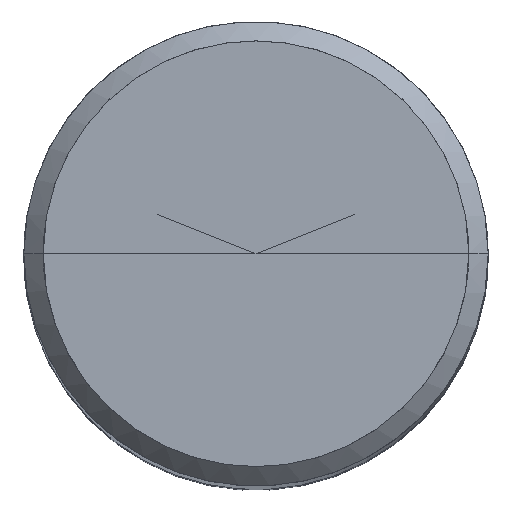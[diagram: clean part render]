
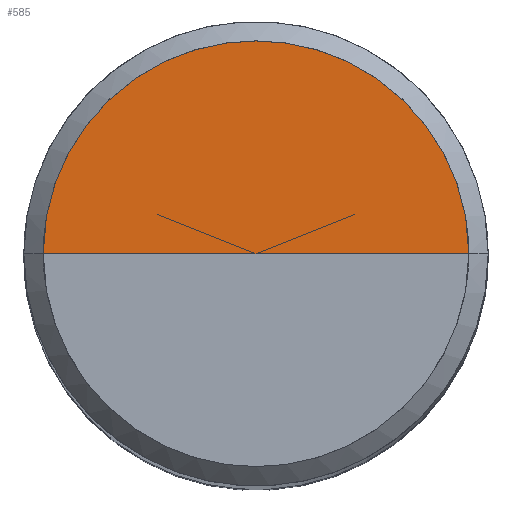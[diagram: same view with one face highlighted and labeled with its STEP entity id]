
A CAD part, top view. The second image highlights one B-rep face of the part: STEP entity #585.
In plain terms, the highlighted free-form (B-spline) face has degree [1, 2] with [2, 5] control points.
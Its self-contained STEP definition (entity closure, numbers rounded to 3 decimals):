
#366=CARTESIAN_POINT('',(5.5,0.0,47.0));
#367=CARTESIAN_POINT('',(5.5,5.5,47.0));
#368=CARTESIAN_POINT('',(0.0,5.5,47.0));
#369=CARTESIAN_POINT('',(-5.5,5.5,47.0));
#370=CARTESIAN_POINT('',(-5.5,0.0,47.0));
#371=CARTESIAN_POINT('',(0.0,0.0,47.0));
#570=(
BOUNDED_SURFACE()
B_SPLINE_SURFACE(1,2,(
(#366,#367,#368,#369,#370),
(#371,#371,#371,#371,#371)
), .UNSPECIFIED.,.F.,.F.,.F.)
B_SPLINE_SURFACE_WITH_KNOTS((2,2),(3,2,3),(
0.0,1.0),(
0.0,0.5,1.0), .UNSPECIFIED.)
GEOMETRIC_REPRESENTATION_ITEM()
RATIONAL_B_SPLINE_SURFACE(((1.0,0.707,1.0,0.707,1.0),
(1.0,0.707,1.0,0.707,1.0)
))
REPRESENTATION_ITEM('')
SURFACE()
);
#571=(
BOUNDED_CURVE()
B_SPLINE_CURVE(2,(#370,#369,#368,#367,#366),.UNSPECIFIED.,.F.,.F.)
B_SPLINE_CURVE_WITH_KNOTS((3,2,3),
(0.0,0.5,1.0),.UNSPECIFIED.)
CURVE()
GEOMETRIC_REPRESENTATION_ITEM()
RATIONAL_B_SPLINE_CURVE((1.0,0.707,1.0,0.707,1.0))
REPRESENTATION_ITEM('')
);
#572=(
BOUNDED_CURVE()
B_SPLINE_CURVE(1,(#366,#371),.UNSPECIFIED.,.F.,.F.)
B_SPLINE_CURVE_WITH_KNOTS((2,2),
(0.0,1.0),.UNSPECIFIED.)
CURVE()
GEOMETRIC_REPRESENTATION_ITEM()
RATIONAL_B_SPLINE_CURVE((1.0,1.0))
REPRESENTATION_ITEM('')
);
#573=(
BOUNDED_CURVE()
B_SPLINE_CURVE(1,(#371,#370),.UNSPECIFIED.,.F.,.F.)
B_SPLINE_CURVE_WITH_KNOTS((2,2),
(0.0,1.0),.UNSPECIFIED.)
CURVE()
GEOMETRIC_REPRESENTATION_ITEM()
RATIONAL_B_SPLINE_CURVE((1.0,1.0))
REPRESENTATION_ITEM('')
);
#574=VERTEX_POINT('',#366);
#575=VERTEX_POINT('',#370);
#576=VERTEX_POINT('',#371);
#577=EDGE_CURVE('',#575,#574,#571,.T.);
#578=EDGE_CURVE('',#574,#576,#572,.T.);
#579=EDGE_CURVE('',#576,#575,#573,.T.);
#580=ORIENTED_EDGE('',*,*,#577,.T.);
#581=ORIENTED_EDGE('',*,*,#578,.T.);
#582=ORIENTED_EDGE('',*,*,#579,.T.);
#583=EDGE_LOOP('',(#580,#581,#582));
#584=FACE_OUTER_BOUND('',#583,.T.);
#585=ADVANCED_FACE('',(#584),#570,.T.);
